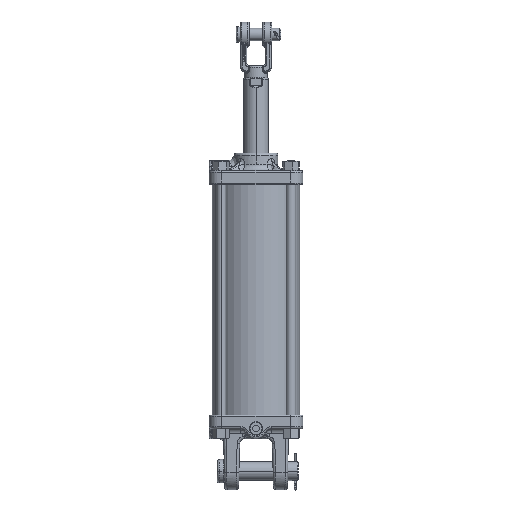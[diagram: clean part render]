
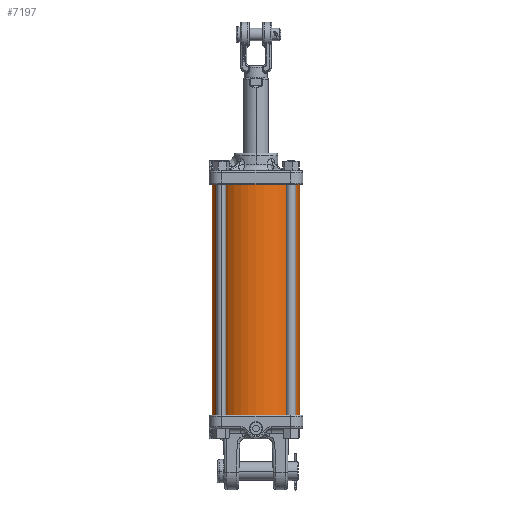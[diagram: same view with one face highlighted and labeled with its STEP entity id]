
A CAD part, left-side view. The second image highlights one B-rep face of the part: STEP entity #7197.
In plain terms, the highlighted cylindrical face has radius 44.45 mm (diameter 88.9 mm), a partial arc.
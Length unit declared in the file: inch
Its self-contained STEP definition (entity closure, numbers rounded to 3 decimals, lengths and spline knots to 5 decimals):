
#857 = DIRECTION ( 'NONE',  ( 1., 0., 0. ) ) ;
#3666 = EDGE_CURVE ( 'NONE', #27187, #17802, #25775, .T. ) ;
#3947 = AXIS2_PLACEMENT_3D ( 'NONE', #34837, #6123, #35142 ) ;
#6123 = DIRECTION ( 'NONE',  ( 0., 0., 1. ) ) ;
#7197 = ADVANCED_FACE ( 'NONE', ( #24752 ), #11616, .T. ) ;
#7251 = AXIS2_PLACEMENT_3D ( 'NONE', #37357, #60303, #38492 ) ;
#8702 = ORIENTED_EDGE ( 'NONE', *, *, #49690, .F. ) ;
#9031 = CARTESIAN_POINT ( 'NONE',  ( -1.75, 0., -9.375 ) ) ;
#11570 = EDGE_LOOP ( 'NONE', ( #8702, #25781, #16614, #48971 ) ) ;
#11616 = CYLINDRICAL_SURFACE ( 'NONE', #3947, 1.75 ) ;
#12093 = VERTEX_POINT ( 'NONE', #60318 ) ;
#13708 = AXIS2_PLACEMENT_3D ( 'NONE', #56215, #47624, #857 ) ;
#16614 = ORIENTED_EDGE ( 'NONE', *, *, #47916, .T. ) ;
#17802 = VERTEX_POINT ( 'NONE', #45065 ) ;
#24752 = FACE_OUTER_BOUND ( 'NONE', #11570, .T. ) ;
#25775 = CIRCLE ( 'NONE', #7251, 1.75 ) ;
#25781 = ORIENTED_EDGE ( 'NONE', *, *, #36654, .F. ) ;
#26426 = LINE ( 'NONE', #46560, #60326 ) ;
#27024 = DIRECTION ( 'NONE',  ( 0., 0., 1. ) ) ;
#27187 = VERTEX_POINT ( 'NONE', #54514 ) ;
#28522 = LINE ( 'NONE', #57571, #51630 ) ;
#30036 = DIRECTION ( 'NONE',  ( 0., 0., 1. ) ) ;
#34837 = CARTESIAN_POINT ( 'NONE',  ( 0., 0., -14.44975 ) ) ;
#35142 = DIRECTION ( 'NONE',  ( 1., 0., 0. ) ) ;
#36654 = EDGE_CURVE ( 'NONE', #12093, #41765, #40044, .T. ) ;
#37357 = CARTESIAN_POINT ( 'NONE',  ( 0., 0., 0. ) ) ;
#38492 = DIRECTION ( 'NONE',  ( 1., 0., 0. ) ) ;
#40044 = CIRCLE ( 'NONE', #13708, 1.75 ) ;
#41765 = VERTEX_POINT ( 'NONE', #9031 ) ;
#45065 = CARTESIAN_POINT ( 'NONE',  ( 1.75, 0., 0. ) ) ;
#46560 = CARTESIAN_POINT ( 'NONE',  ( 1.75, 0., -14.44975 ) ) ;
#47624 = DIRECTION ( 'NONE',  ( 0., 0., -1. ) ) ;
#47916 = EDGE_CURVE ( 'NONE', #12093, #17802, #26426, .T. ) ;
#48971 = ORIENTED_EDGE ( 'NONE', *, *, #3666, .F. ) ;
#49690 = EDGE_CURVE ( 'NONE', #41765, #27187, #28522, .T. ) ;
#51630 = VECTOR ( 'NONE', #30036, 39.37008 ) ;
#54514 = CARTESIAN_POINT ( 'NONE',  ( -1.75, 0., 0. ) ) ;
#56215 = CARTESIAN_POINT ( 'NONE',  ( 0., 0., -9.375 ) ) ;
#57571 = CARTESIAN_POINT ( 'NONE',  ( -1.75, 0., -14.44975 ) ) ;
#60303 = DIRECTION ( 'NONE',  ( 0., 0., 1. ) ) ;
#60318 = CARTESIAN_POINT ( 'NONE',  ( 1.75, 0., -9.375 ) ) ;
#60326 = VECTOR ( 'NONE', #27024, 39.37008 ) ;
